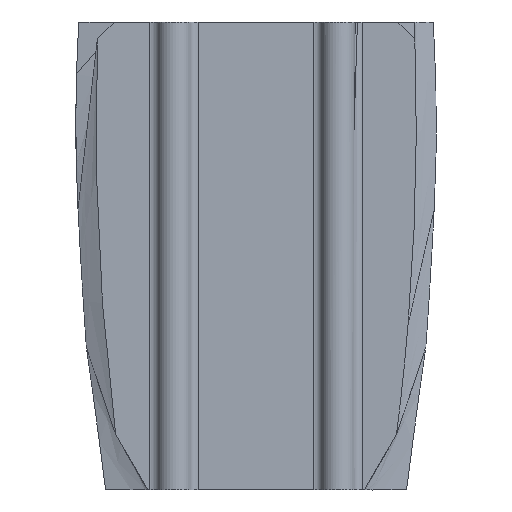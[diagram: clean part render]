
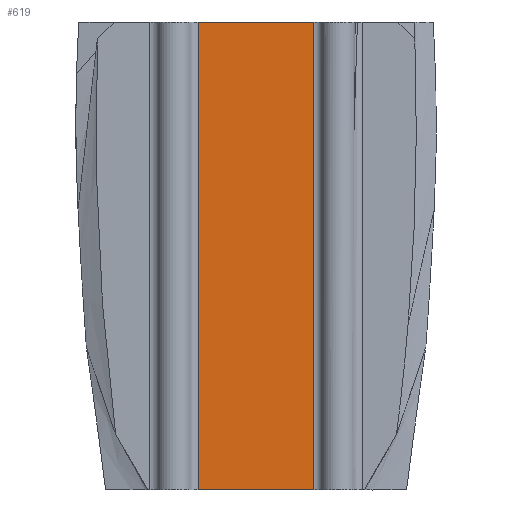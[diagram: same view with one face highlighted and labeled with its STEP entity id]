
A CAD part, front view. The second image highlights one B-rep face of the part: STEP entity #619.
In plain terms, the highlighted planar face has unit normal (0, -1, 0).
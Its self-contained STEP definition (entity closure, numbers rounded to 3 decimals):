
#49=FACE_OUTER_BOUND('',#91,.T.);
#91=EDGE_LOOP('',(#437,#438,#439,#440));
#186=LINE('',#956,#228);
#189=LINE('',#983,#231);
#190=LINE('',#985,#232);
#191=LINE('',#986,#233);
#228=VECTOR('',#762,10.);
#231=VECTOR('',#779,10.);
#232=VECTOR('',#780,10.);
#233=VECTOR('',#781,10.);
#274=VERTEX_POINT('',#953);
#275=VERTEX_POINT('',#955);
#284=VERTEX_POINT('',#982);
#285=VERTEX_POINT('',#984);
#334=EDGE_CURVE('',#275,#274,#186,.T.);
#344=EDGE_CURVE('',#284,#274,#189,.T.);
#345=EDGE_CURVE('',#284,#285,#190,.T.);
#346=EDGE_CURVE('',#275,#285,#191,.T.);
#437=ORIENTED_EDGE('',*,*,#334,.T.);
#438=ORIENTED_EDGE('',*,*,#344,.F.);
#439=ORIENTED_EDGE('',*,*,#345,.T.);
#440=ORIENTED_EDGE('',*,*,#346,.F.);
#607=PLANE('',#690);
#619=ADVANCED_FACE('',(#49),#607,.F.);
#690=AXIS2_PLACEMENT_3D('',#981,#777,#778);
#762=DIRECTION('',(1.,0.,0.));
#777=DIRECTION('center_axis',(0.,1.,0.));
#778=DIRECTION('ref_axis',(0.,0.,1.));
#779=DIRECTION('',(0.,0.,-1.));
#780=DIRECTION('',(-1.,0.,0.));
#781=DIRECTION('',(0.,0.,1.));
#953=CARTESIAN_POINT('',(24.247,-4.,-91.517));
#955=CARTESIAN_POINT('',(-25.03,-4.,-91.517));
#956=CARTESIAN_POINT('',(-51.051,-4.,-91.517));
#981=CARTESIAN_POINT('Origin',(-0.338,-4.,24.63));
#982=CARTESIAN_POINT('',(24.247,-4.,108.483));
#983=CARTESIAN_POINT('',(24.247,-4.,135.));
#984=CARTESIAN_POINT('',(-25.03,-4.,108.483));
#985=CARTESIAN_POINT('',(50.322,-4.,108.483));
#986=CARTESIAN_POINT('',(-25.03,-4.,135.));
